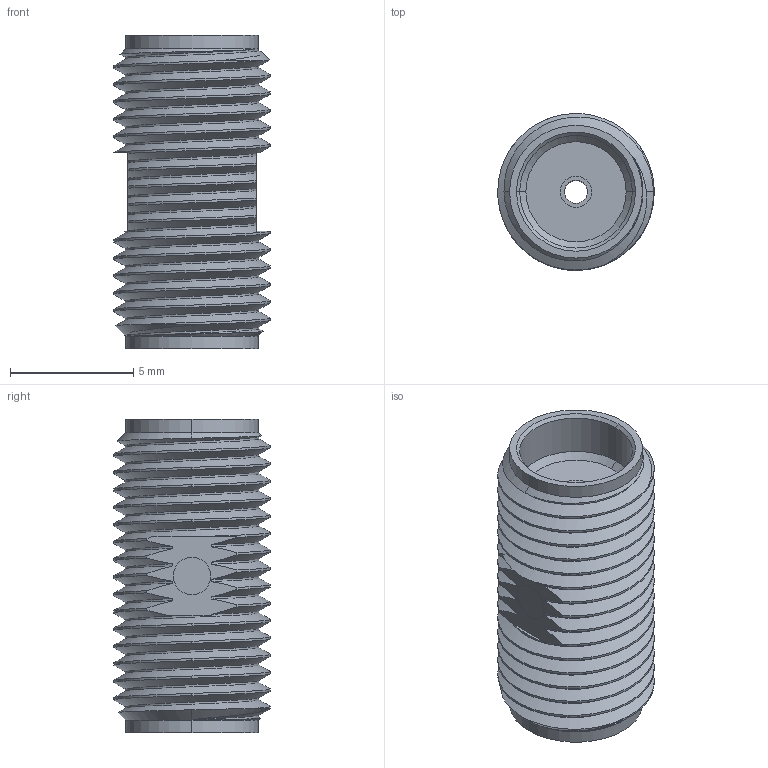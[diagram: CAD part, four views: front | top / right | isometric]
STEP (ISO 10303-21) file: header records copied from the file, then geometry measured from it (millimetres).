
FILE_DESCRIPTION (( 'STEP AP214' ), '1' );
FILE_NAME ('FMAD1185_3D.step', '2023-09-07T17:36:01', ( '' ), ( '' ), 'SwSTEP 2.0', 'SolidWorks 2022', '' );
FILE_SCHEMA (( 'AUTOMOTIVE_DESIGN' ));
Length unit declared in the file: inch
Products named in the file (1): FMAD1185_3D
Bounding box: 6.35 x 6.35 x 12.7 mm (x, y, z)
Volume: 264.2 mm3; surface area: 570.7 mm2
Topology: 2 solids, 2 shells, 106 faces, 281 edges, 183 vertices
Faces by surface type: cylinder 49, bspline 30, plane 14, cone 13
Entity records: 19295 total; most frequent: CARTESIAN_POINT 17096, ORIENTED_EDGE 562, DIRECTION 325, EDGE_CURVE 281, VERTEX_POINT 183, AXIS2_PLACEMENT_3D 125, EDGE_LOOP 114, ADVANCED_FACE 106
